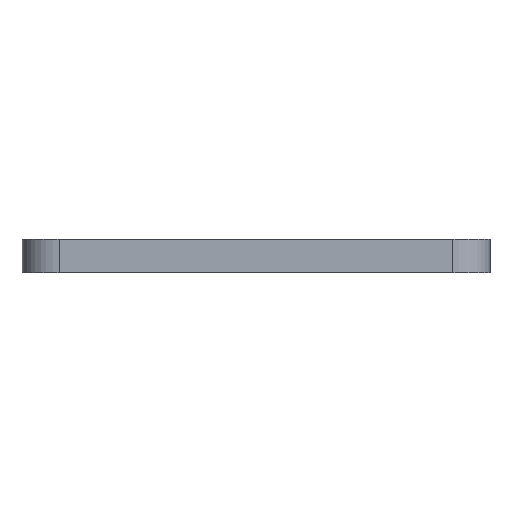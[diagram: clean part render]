
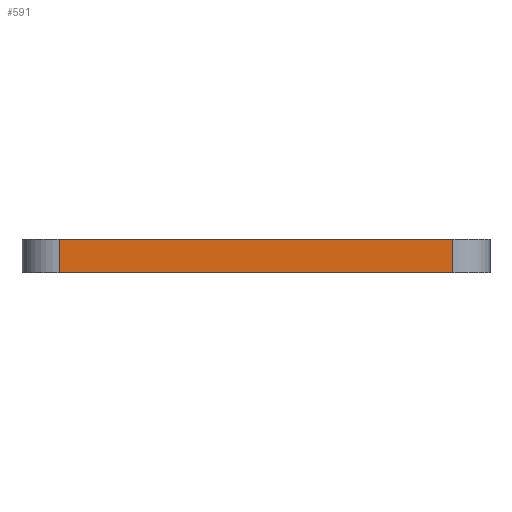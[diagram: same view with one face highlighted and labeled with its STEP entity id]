
A CAD part, front view. The second image highlights one B-rep face of the part: STEP entity #591.
In plain terms, the highlighted planar face has unit normal (0, -1, 0).
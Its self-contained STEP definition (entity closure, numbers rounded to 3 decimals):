
#6 = DIRECTION ( 'NONE',  ( 1., 0., 0. ) ) ;
#15 = FACE_OUTER_BOUND ( 'NONE', #487, .T. ) ;
#31 = VERTEX_POINT ( 'NONE', #566 ) ;
#37 = EDGE_CURVE ( 'NONE', #647, #31, #183, .T. ) ;
#85 = CARTESIAN_POINT ( 'NONE',  ( 29.46, 0., 0. ) ) ;
#95 = DIRECTION ( 'NONE',  ( 0., 0., 1. ) ) ;
#127 = CARTESIAN_POINT ( 'NONE',  ( 2.54, 0., -2.286 ) ) ;
#160 = ORIENTED_EDGE ( 'NONE', *, *, #37, .T. ) ;
#162 = ORIENTED_EDGE ( 'NONE', *, *, #410, .T. ) ;
#166 = CARTESIAN_POINT ( 'NONE',  ( 29.46, 0., -2.286 ) ) ;
#169 = LINE ( 'NONE', #180, #311 ) ;
#180 = CARTESIAN_POINT ( 'NONE',  ( 29.46, 0., -2.286 ) ) ;
#183 = LINE ( 'NONE', #166, #630 ) ;
#188 = DIRECTION ( 'NONE',  ( 0., -1., 0. ) ) ;
#210 = DIRECTION ( 'NONE',  ( 1., 0., 0. ) ) ;
#220 = DIRECTION ( 'NONE',  ( 1., 0., 0. ) ) ;
#241 = VECTOR ( 'NONE', #95, 1000. ) ;
#242 = PLANE ( 'NONE',  #495 ) ;
#269 = CARTESIAN_POINT ( 'NONE',  ( 2.54, 0., 0. ) ) ;
#297 = VECTOR ( 'NONE', #210, 1000. ) ;
#311 = VECTOR ( 'NONE', #220, 1000. ) ;
#374 = ORIENTED_EDGE ( 'NONE', *, *, #699, .F. ) ;
#384 = VERTEX_POINT ( 'NONE', #269 ) ;
#396 = CARTESIAN_POINT ( 'NONE',  ( 29.46, 0., -2.286 ) ) ;
#410 = EDGE_CURVE ( 'NONE', #458, #647, #169, .T. ) ;
#442 = ORIENTED_EDGE ( 'NONE', *, *, #652, .F. ) ;
#458 = VERTEX_POINT ( 'NONE', #127 ) ;
#468 = CARTESIAN_POINT ( 'NONE',  ( 2.54, 0., -2.286 ) ) ;
#487 = EDGE_LOOP ( 'NONE', ( #374, #442, #162, #160 ) ) ;
#495 = AXIS2_PLACEMENT_3D ( 'NONE', #396, #188, #6 ) ;
#519 = LINE ( 'NONE', #468, #241 ) ;
#566 = CARTESIAN_POINT ( 'NONE',  ( 29.46, 0., 0. ) ) ;
#591 = ADVANCED_FACE ( 'NONE', ( #15 ), #242, .T. ) ;
#615 = LINE ( 'NONE', #85, #297 ) ;
#630 = VECTOR ( 'NONE', #631, 1000. ) ;
#631 = DIRECTION ( 'NONE',  ( 0., 0., 1. ) ) ;
#647 = VERTEX_POINT ( 'NONE', #683 ) ;
#652 = EDGE_CURVE ( 'NONE', #458, #384, #519, .T. ) ;
#683 = CARTESIAN_POINT ( 'NONE',  ( 29.46, 0., -2.286 ) ) ;
#699 = EDGE_CURVE ( 'NONE', #384, #31, #615, .T. ) ;
